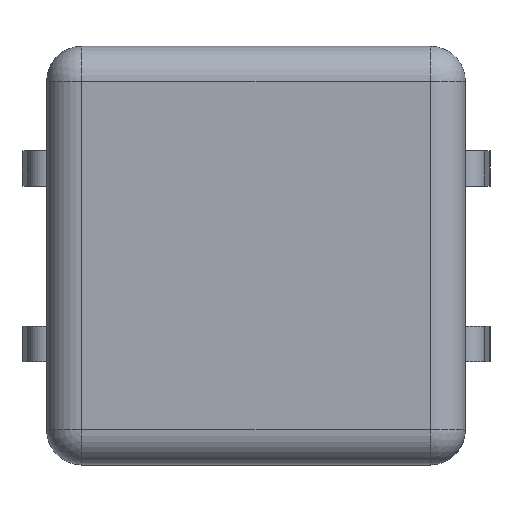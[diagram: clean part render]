
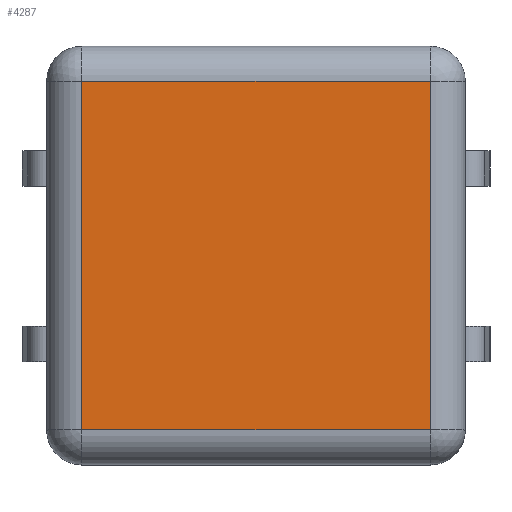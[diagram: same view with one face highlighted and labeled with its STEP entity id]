
A CAD part, top view. The second image highlights one B-rep face of the part: STEP entity #4287.
In plain terms, the highlighted planar face has unit normal (0, 0, 1).
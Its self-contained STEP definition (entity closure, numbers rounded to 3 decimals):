
#3235 = VERTEX_POINT('',#3236);
#3236 = CARTESIAN_POINT('',(5.,-5.,10.));
#3246 = CYLINDRICAL_SURFACE('',#3247,1.);
#3247 = AXIS2_PLACEMENT_3D('',#3248,#3249,#3250);
#3248 = CARTESIAN_POINT('',(5.,2.5,9.));
#3249 = DIRECTION('',(0.,1.,0.));
#3250 = DIRECTION('',(0.707,0.,0.707));
#3321 = VERTEX_POINT('',#3322);
#3322 = CARTESIAN_POINT('',(5.,5.,10.));
#3371 = EDGE_CURVE('',#3321,#3235,#3372,.T.);
#3372 = SURFACE_CURVE('',#3373,(#3377,#3384),.PCURVE_S1.);
#3373 = LINE('',#3374,#3375);
#3374 = CARTESIAN_POINT('',(5.,2.5,10.));
#3375 = VECTOR('',#3376,1.);
#3376 = DIRECTION('',(0.,-1.,0.));
#3377 = PCURVE('',#3246,#3378);
#3378 = DEFINITIONAL_REPRESENTATION('',(#3379),#3383);
#3379 = LINE('',#3380,#3381);
#3380 = CARTESIAN_POINT('',(5.498,0.));
#3381 = VECTOR('',#3382,1.);
#3382 = DIRECTION('',(0.,-1.));
#3383 = ( GEOMETRIC_REPRESENTATION_CONTEXT(2) 
PARAMETRIC_REPRESENTATION_CONTEXT() REPRESENTATION_CONTEXT('2D SPACE',''
  ) );
#3384 = PCURVE('',#3385,#3390);
#3385 = PLANE('',#3386);
#3386 = AXIS2_PLACEMENT_3D('',#3387,#3388,#3389);
#3387 = CARTESIAN_POINT('',(0.,0.,10.));
#3388 = DIRECTION('',(0.,0.,-1.));
#3389 = DIRECTION('',(-1.,0.,0.));
#3390 = DEFINITIONAL_REPRESENTATION('',(#3391),#3395);
#3391 = LINE('',#3392,#3393);
#3392 = CARTESIAN_POINT('',(-5.,2.5));
#3393 = VECTOR('',#3394,1.);
#3394 = DIRECTION('',(0.,-1.));
#3395 = ( GEOMETRIC_REPRESENTATION_CONTEXT(2) 
PARAMETRIC_REPRESENTATION_CONTEXT() REPRESENTATION_CONTEXT('2D SPACE',''
  ) );
#3401 = VERTEX_POINT('',#3402);
#3402 = CARTESIAN_POINT('',(-5.,-5.,10.));
#3412 = CYLINDRICAL_SURFACE('',#3413,1.);
#3413 = AXIS2_PLACEMENT_3D('',#3414,#3415,#3416);
#3414 = CARTESIAN_POINT('',(2.5,-5.,9.));
#3415 = DIRECTION('',(1.,0.,0.));
#3416 = DIRECTION('',(0.,-0.707,0.707));
#3530 = EDGE_CURVE('',#3235,#3401,#3531,.T.);
#3531 = SURFACE_CURVE('',#3532,(#3536,#3543),.PCURVE_S1.);
#3532 = LINE('',#3533,#3534);
#3533 = CARTESIAN_POINT('',(2.5,-5.,10.));
#3534 = VECTOR('',#3535,1.);
#3535 = DIRECTION('',(-1.,0.,0.));
#3536 = PCURVE('',#3412,#3537);
#3537 = DEFINITIONAL_REPRESENTATION('',(#3538),#3542);
#3538 = LINE('',#3539,#3540);
#3539 = CARTESIAN_POINT('',(5.498,0.));
#3540 = VECTOR('',#3541,1.);
#3541 = DIRECTION('',(0.,-1.));
#3542 = ( GEOMETRIC_REPRESENTATION_CONTEXT(2) 
PARAMETRIC_REPRESENTATION_CONTEXT() REPRESENTATION_CONTEXT('2D SPACE',''
  ) );
#3543 = PCURVE('',#3385,#3544);
#3544 = DEFINITIONAL_REPRESENTATION('',(#3545),#3549);
#3545 = LINE('',#3546,#3547);
#3546 = CARTESIAN_POINT('',(-2.5,-5.));
#3547 = VECTOR('',#3548,1.);
#3548 = DIRECTION('',(1.,0.));
#3549 = ( GEOMETRIC_REPRESENTATION_CONTEXT(2) 
PARAMETRIC_REPRESENTATION_CONTEXT() REPRESENTATION_CONTEXT('2D SPACE',''
  ) );
#3609 = VERTEX_POINT('',#3610);
#3610 = CARTESIAN_POINT('',(-5.,5.,10.));
#3620 = CYLINDRICAL_SURFACE('',#3621,1.);
#3621 = AXIS2_PLACEMENT_3D('',#3622,#3623,#3624);
#3622 = CARTESIAN_POINT('',(-5.,-2.5,9.));
#3623 = DIRECTION('',(0.,-1.,0.));
#3624 = DIRECTION('',(-0.707,0.,0.707)
  );
#3738 = EDGE_CURVE('',#3401,#3609,#3739,.T.);
#3739 = SURFACE_CURVE('',#3740,(#3744,#3751),.PCURVE_S1.);
#3740 = LINE('',#3741,#3742);
#3741 = CARTESIAN_POINT('',(-5.,-2.5,10.));
#3742 = VECTOR('',#3743,1.);
#3743 = DIRECTION('',(0.,1.,0.));
#3744 = PCURVE('',#3620,#3745);
#3745 = DEFINITIONAL_REPRESENTATION('',(#3746),#3750);
#3746 = LINE('',#3747,#3748);
#3747 = CARTESIAN_POINT('',(5.498,0.));
#3748 = VECTOR('',#3749,1.);
#3749 = DIRECTION('',(0.,-1.));
#3750 = ( GEOMETRIC_REPRESENTATION_CONTEXT(2) 
PARAMETRIC_REPRESENTATION_CONTEXT() REPRESENTATION_CONTEXT('2D SPACE',''
  ) );
#3751 = PCURVE('',#3385,#3752);
#3752 = DEFINITIONAL_REPRESENTATION('',(#3753),#3757);
#3753 = LINE('',#3754,#3755);
#3754 = CARTESIAN_POINT('',(5.,-2.5));
#3755 = VECTOR('',#3756,1.);
#3756 = DIRECTION('',(0.,1.));
#3757 = ( GEOMETRIC_REPRESENTATION_CONTEXT(2) 
PARAMETRIC_REPRESENTATION_CONTEXT() REPRESENTATION_CONTEXT('2D SPACE',''
  ) );
#3826 = CYLINDRICAL_SURFACE('',#3827,1.);
#3827 = AXIS2_PLACEMENT_3D('',#3828,#3829,#3830);
#3828 = CARTESIAN_POINT('',(-2.5,5.,9.));
#3829 = DIRECTION('',(-1.,0.,0.));
#3830 = DIRECTION('',(0.,0.707,0.707));
#3939 = EDGE_CURVE('',#3609,#3321,#3940,.T.);
#3940 = SURFACE_CURVE('',#3941,(#3945,#3952),.PCURVE_S1.);
#3941 = LINE('',#3942,#3943);
#3942 = CARTESIAN_POINT('',(-2.5,5.,10.));
#3943 = VECTOR('',#3944,1.);
#3944 = DIRECTION('',(1.,0.,0.));
#3945 = PCURVE('',#3826,#3946);
#3946 = DEFINITIONAL_REPRESENTATION('',(#3947),#3951);
#3947 = LINE('',#3948,#3949);
#3948 = CARTESIAN_POINT('',(5.498,0.));
#3949 = VECTOR('',#3950,1.);
#3950 = DIRECTION('',(0.,-1.));
#3951 = ( GEOMETRIC_REPRESENTATION_CONTEXT(2) 
PARAMETRIC_REPRESENTATION_CONTEXT() REPRESENTATION_CONTEXT('2D SPACE',''
  ) );
#3952 = PCURVE('',#3385,#3953);
#3953 = DEFINITIONAL_REPRESENTATION('',(#3954),#3958);
#3954 = LINE('',#3955,#3956);
#3955 = CARTESIAN_POINT('',(2.5,5.));
#3956 = VECTOR('',#3957,1.);
#3957 = DIRECTION('',(-1.,0.));
#3958 = ( GEOMETRIC_REPRESENTATION_CONTEXT(2) 
PARAMETRIC_REPRESENTATION_CONTEXT() REPRESENTATION_CONTEXT('2D SPACE',''
  ) );
#4287 = ADVANCED_FACE('',(#4288),#3385,.F.);
#4288 = FACE_BOUND('',#4289,.T.);
#4289 = EDGE_LOOP('',(#4290,#4291,#4292,#4293));
#4290 = ORIENTED_EDGE('',*,*,#3371,.F.);
#4291 = ORIENTED_EDGE('',*,*,#3939,.F.);
#4292 = ORIENTED_EDGE('',*,*,#3738,.F.);
#4293 = ORIENTED_EDGE('',*,*,#3530,.F.);
